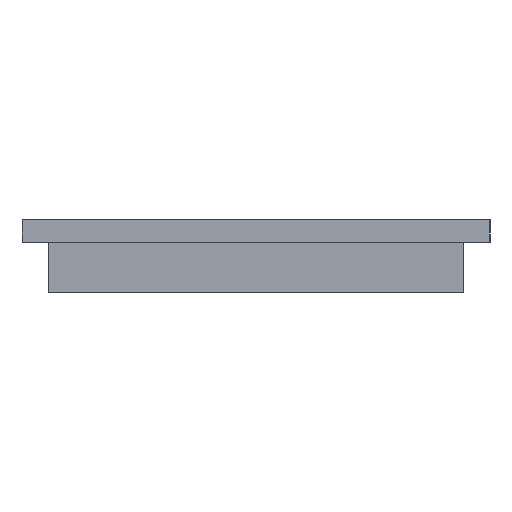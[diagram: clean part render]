
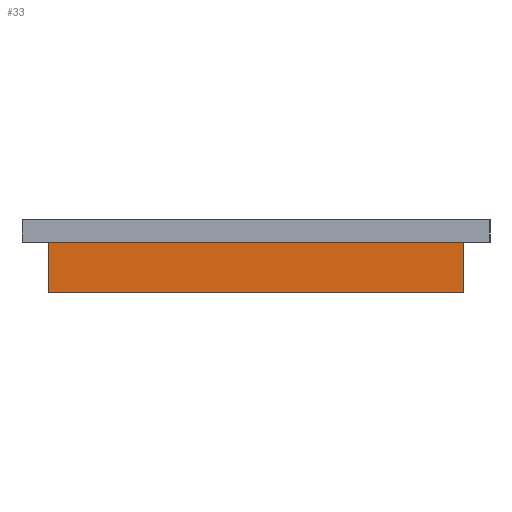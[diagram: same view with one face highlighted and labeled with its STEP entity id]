
A CAD part, left-side view. The second image highlights one B-rep face of the part: STEP entity #33.
In plain terms, the highlighted free-form (B-spline) face has degree [1, 1] with [2, 2] control points.
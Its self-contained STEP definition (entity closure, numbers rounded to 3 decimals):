
#33=ADVANCED_FACE('',(#52),#667,.T.);
#52=FACE_OUTER_BOUND('',#80,.T.);
#80=EDGE_LOOP('',(#146,#147,#148,#149));
#146=ORIENTED_EDGE('',*,*,#505,.T.);
#147=ORIENTED_EDGE('',*,*,#500,.F.);
#148=ORIENTED_EDGE('',*,*,#481,.F.);
#149=ORIENTED_EDGE('',*,*,#504,.F.);
#249=PCURVE('',#662,#345);
#273=PCURVE('',#664,#369);
#279=PCURVE('',#666,#375);
#282=PCURVE('',#667,#378);
#283=PCURVE('',#667,#379);
#284=PCURVE('',#667,#380);
#285=PCURVE('',#667,#381);
#286=PCURVE('',#668,#382);
#345=DEFINITIONAL_REPRESENTATION('',(#553),#1236);
#369=DEFINITIONAL_REPRESENTATION('',(#564),#1236);
#375=DEFINITIONAL_REPRESENTATION('',(#574),#1236);
#378=DEFINITIONAL_REPRESENTATION('',(#578),#1236);
#379=DEFINITIONAL_REPRESENTATION('',(#579),#1236);
#380=DEFINITIONAL_REPRESENTATION('',(#580),#1236);
#381=DEFINITIONAL_REPRESENTATION('',(#581),#1236);
#382=DEFINITIONAL_REPRESENTATION('',(#582),#1236);
#433=SURFACE_CURVE('',#552,(#249,#284),.PCURVE_S1.);
#452=SURFACE_CURVE('',#563,(#273,#283),.PCURVE_S1.);
#456=SURFACE_CURVE('',#573,(#279,#285),.PCURVE_S1.);
#457=SURFACE_CURVE('',#577,(#282,#286),.PCURVE_S1.);
#481=EDGE_CURVE('',#633,#630,#433,.T.);
#500=EDGE_CURVE('',#630,#626,#452,.T.);
#504=EDGE_CURVE('',#629,#633,#456,.T.);
#505=EDGE_CURVE('',#629,#626,#457,.T.);
#552=B_SPLINE_CURVE_WITH_KNOTS('',1,(#927,#928),.UNSPECIFIED.,.F.,.F.,(2,
2),(1908.,2568.),.UNSPECIFIED.);
#553=B_SPLINE_CURVE_WITH_KNOTS('',1,(#929,#930),.UNSPECIFIED.,.F.,.F.,(2,
2),(1908.,2568.),.UNSPECIFIED.);
#563=B_SPLINE_CURVE_WITH_KNOTS('',1,(#1109,#1110),.UNSPECIFIED.,.F.,.F.,
(2,2),(-22.,0.),.UNSPECIFIED.);
#564=B_SPLINE_CURVE_WITH_KNOTS('',1,(#1111,#1112),.UNSPECIFIED.,.F.,.F.,
(2,2),(-22.,0.),.UNSPECIFIED.);
#573=B_SPLINE_CURVE_WITH_KNOTS('',1,(#1129,#1130),.UNSPECIFIED.,.F.,.F.,
(2,2),(0.,22.),.UNSPECIFIED.);
#574=B_SPLINE_CURVE_WITH_KNOTS('',1,(#1131,#1132),.UNSPECIFIED.,.F.,.F.,
(2,2),(0.,22.),.UNSPECIFIED.);
#577=B_SPLINE_CURVE_WITH_KNOTS('',1,(#1137,#1138),.UNSPECIFIED.,.F.,.F.,
(2,2),(1908.,2568.),.UNSPECIFIED.);
#578=B_SPLINE_CURVE_WITH_KNOTS('',1,(#1139,#1140),.UNSPECIFIED.,.F.,.F.,
(2,2),(1908.,2568.),.UNSPECIFIED.);
#579=B_SPLINE_CURVE_WITH_KNOTS('',1,(#1141,#1142),.UNSPECIFIED.,.F.,.F.,
(2,2),(-22.,0.),.UNSPECIFIED.);
#580=B_SPLINE_CURVE_WITH_KNOTS('',1,(#1143,#1144),.UNSPECIFIED.,.F.,.F.,
(2,2),(1908.,2568.),.UNSPECIFIED.);
#581=B_SPLINE_CURVE_WITH_KNOTS('',1,(#1145,#1146),.UNSPECIFIED.,.F.,.F.,
(2,2),(0.,22.),.UNSPECIFIED.);
#582=B_SPLINE_CURVE_WITH_KNOTS('',1,(#1147,#1148),.UNSPECIFIED.,.F.,.F.,
(2,2),(1908.,2568.),.UNSPECIFIED.);
#626=VERTEX_POINT('',#827);
#629=VERTEX_POINT('',#830);
#630=VERTEX_POINT('',#831);
#633=VERTEX_POINT('',#834);
#662=B_SPLINE_SURFACE_WITH_KNOTS('',1,1,((#711,#712),(#713,#714)),
 .UNSPECIFIED.,.F.,.F.,.F.,(2,2),(2,2),(0.,410.),(0.,660.),
 .UNSPECIFIED.);
#664=B_SPLINE_SURFACE_WITH_KNOTS('',1,1,((#719,#720),(#721,#722)),
 .UNSPECIFIED.,.F.,.F.,.F.,(2,2),(2,2),(-307.,307.),(-22.,22.),
 .UNSPECIFIED.);
#666=B_SPLINE_SURFACE_WITH_KNOTS('',1,1,((#727,#728),(#729,#730)),
 .UNSPECIFIED.,.F.,.F.,.F.,(2,2),(2,2),(-307.,307.),(-22.,22.),
 .UNSPECIFIED.);
#667=B_SPLINE_SURFACE_WITH_KNOTS('',1,1,((#731,#732),(#733,#734)),
 .UNSPECIFIED.,.F.,.F.,.F.,(2,2),(2,2),(-182.,182.),(-22.,22.),
 .UNSPECIFIED.);
#668=B_SPLINE_SURFACE_WITH_KNOTS('',1,1,((#735,#736),(#737,#738)),
 .UNSPECIFIED.,.F.,.F.,.F.,(2,2),(2,2),(3.,367.),(3.,617.),
 .UNSPECIFIED.);
#711=CARTESIAN_POINT('',(-330.01,-204.991,213.815));
#712=CARTESIAN_POINT('',(329.99,-204.991,213.815));
#713=CARTESIAN_POINT('',(-330.01,205.009,213.815));
#714=CARTESIAN_POINT('',(329.99,205.009,213.815));
#719=CARTESIAN_POINT('',(-307.01,-181.991,169.815));
#720=CARTESIAN_POINT('',(-307.01,-181.991,213.815));
#721=CARTESIAN_POINT('',(306.99,-181.991,169.815));
#722=CARTESIAN_POINT('',(306.99,-181.991,213.815));
#727=CARTESIAN_POINT('',(306.99,182.009,169.815));
#728=CARTESIAN_POINT('',(306.99,182.009,213.815));
#729=CARTESIAN_POINT('',(-307.01,182.009,169.815));
#730=CARTESIAN_POINT('',(-307.01,182.009,213.815));
#731=CARTESIAN_POINT('',(-307.01,182.009,169.815));
#732=CARTESIAN_POINT('',(-307.01,182.009,213.815));
#733=CARTESIAN_POINT('',(-307.01,-181.991,169.815));
#734=CARTESIAN_POINT('',(-307.01,-181.991,213.815));
#735=CARTESIAN_POINT('',(-307.01,-181.991,169.815));
#736=CARTESIAN_POINT('',(306.99,-181.991,169.815));
#737=CARTESIAN_POINT('',(-307.01,182.009,169.815));
#738=CARTESIAN_POINT('',(306.99,182.009,169.815));
#827=CARTESIAN_POINT('',(-307.01,-181.991,169.815));
#830=CARTESIAN_POINT('',(-307.01,182.009,169.815));
#831=CARTESIAN_POINT('',(-307.01,-181.991,213.815));
#834=CARTESIAN_POINT('',(-307.01,182.009,213.815));
#927=CARTESIAN_POINT('',(-307.01,182.009,213.815));
#928=CARTESIAN_POINT('',(-307.01,-181.991,213.815));
#929=CARTESIAN_POINT('',(387.,23.));
#930=CARTESIAN_POINT('',(23.,23.));
#1109=CARTESIAN_POINT('',(-307.01,-181.991,213.815));
#1110=CARTESIAN_POINT('',(-307.01,-181.991,169.815));
#1111=CARTESIAN_POINT('',(-307.,22.));
#1112=CARTESIAN_POINT('',(-307.,-22.));
#1129=CARTESIAN_POINT('',(-307.01,182.009,169.815));
#1130=CARTESIAN_POINT('',(-307.01,182.009,213.815));
#1131=CARTESIAN_POINT('',(307.,-22.));
#1132=CARTESIAN_POINT('',(307.,22.));
#1137=CARTESIAN_POINT('',(-307.01,182.009,169.815));
#1138=CARTESIAN_POINT('',(-307.01,-181.991,169.815));
#1139=CARTESIAN_POINT('',(-182.,-22.));
#1140=CARTESIAN_POINT('',(182.,-22.));
#1141=CARTESIAN_POINT('',(182.,22.));
#1142=CARTESIAN_POINT('',(182.,-22.));
#1143=CARTESIAN_POINT('',(-182.,22.));
#1144=CARTESIAN_POINT('',(182.,22.));
#1145=CARTESIAN_POINT('',(-182.,-22.));
#1146=CARTESIAN_POINT('',(-182.,22.));
#1147=CARTESIAN_POINT('',(367.,3.));
#1148=CARTESIAN_POINT('',(3.,3.));
#1236=(
GEOMETRIC_REPRESENTATION_CONTEXT(2)
PARAMETRIC_REPRESENTATION_CONTEXT()
REPRESENTATION_CONTEXT('pspace','')
);
